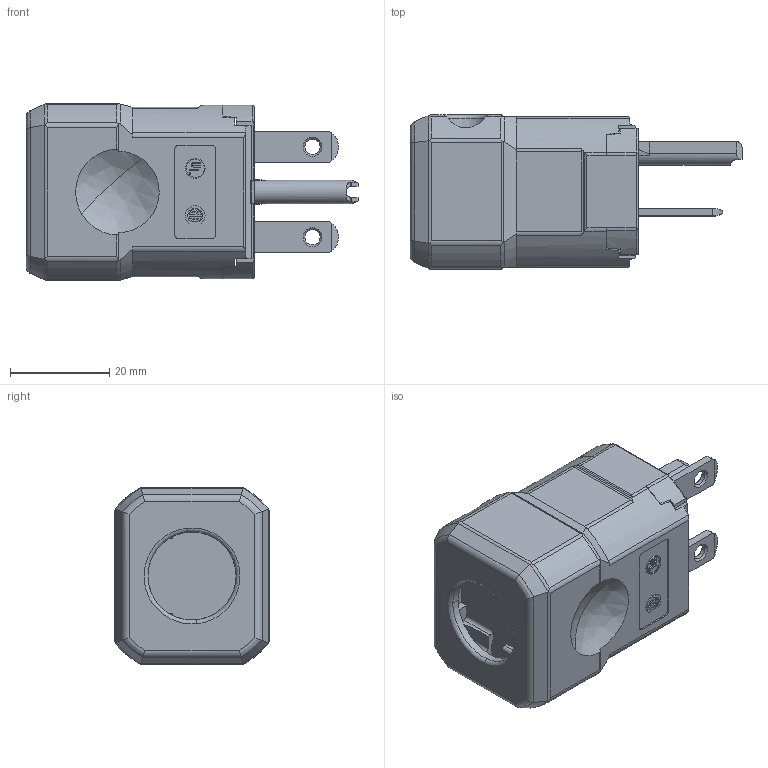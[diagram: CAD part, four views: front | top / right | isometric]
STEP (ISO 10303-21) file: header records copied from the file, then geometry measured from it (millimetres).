
FILE_DESCRIPTION (( 'STEP AP214' ), '1' );
FILE_NAME ('ORC4765-M01.STEP', '2024-05-22T15:05:12', ( '' ), ( '' ), 'SwSTEP 2.0', 'SolidWorks 2020', '' );
FILE_SCHEMA (( 'AUTOMOTIVE_DESIGN' ));
Length unit declared in the file: inch
Products named in the file (1): ORC4765-M01
Bounding box: 66.96 x 31.09 x 35.69 mm (x, y, z)
Surface area: 10105.1 mm2 (no closed solid volume)
Topology: 0 solids, 9 shells, 580 faces, 1976 edges, 1384 vertices
Faces by surface type: plane 371, cylinder 159, bspline 30, cone 20
Entity records: 30268 total; most frequent: CARTESIAN_POINT 6057, ORIENTED_EDGE 3393, DIRECTION 3244, EDGE_CURVE 1976, VERTEX_POINT 1384, VECTOR 1370, LINE 1370, AXIS2_PLACEMENT_3D 937
